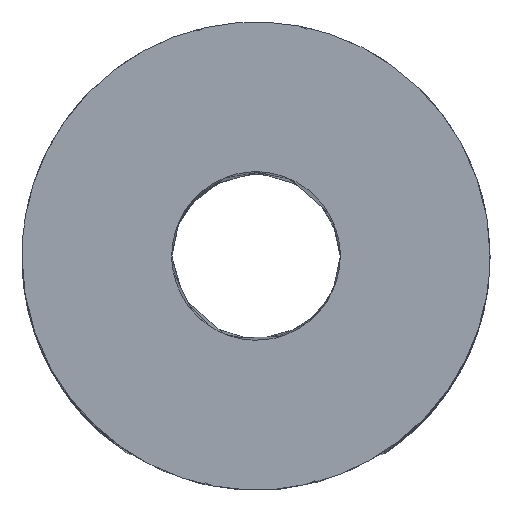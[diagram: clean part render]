
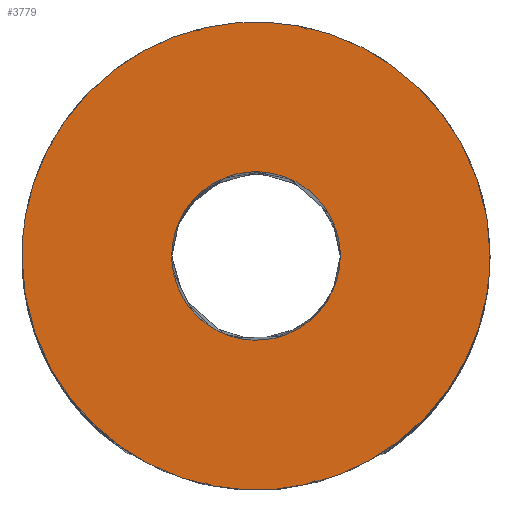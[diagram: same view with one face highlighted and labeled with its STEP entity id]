
A CAD part, top view. The second image highlights one B-rep face of the part: STEP entity #3779.
In plain terms, the highlighted free-form (B-spline) face has degree [1, 1] with [2, 2] control points.
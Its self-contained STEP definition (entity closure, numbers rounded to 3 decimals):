
#1725 = VERTEX_POINT('',#1726);
#1726 = CARTESIAN_POINT('',(-5.981,0.,93.031));
#1780 = VERTEX_POINT('',#1781);
#1781 = CARTESIAN_POINT('',(5.981,0.,
    93.031));
#1786 = EDGE_CURVE('',#1780,#1725,#1787,.T.);
#1787 = ( BOUNDED_CURVE() B_SPLINE_CURVE(2,(#1788,#1789,#1790,#1791,
#1792),.UNSPECIFIED.,.F.,.F.) B_SPLINE_CURVE_WITH_KNOTS((3,2,3),(
    3.142,4.712,6.283),
.PIECEWISE_BEZIER_KNOTS.) CURVE() GEOMETRIC_REPRESENTATION_ITEM() 
RATIONAL_B_SPLINE_CURVE((1.,0.707,1.,0.707,1.)) 
REPRESENTATION_ITEM('') );
#1788 = CARTESIAN_POINT('',(5.981,0.,
    93.031));
#1789 = CARTESIAN_POINT('',(5.981,-5.981,
    93.031));
#1790 = CARTESIAN_POINT('',(0.,-5.981,
    93.031));
#1791 = CARTESIAN_POINT('',(-5.981,-5.981,
    93.031));
#1792 = CARTESIAN_POINT('',(-5.981,0.,
    93.031));
#1928 = EDGE_CURVE('',#1929,#1931,#1933,.T.);
#1929 = VERTEX_POINT('',#1930);
#1930 = CARTESIAN_POINT('',(16.613,0.,
    93.031));
#1931 = VERTEX_POINT('',#1932);
#1932 = CARTESIAN_POINT('',(-16.613,0.,93.031));
#1933 = ( BOUNDED_CURVE() B_SPLINE_CURVE(2,(#1934,#1935,#1936,#1937,
#1938),.UNSPECIFIED.,.F.,.F.) B_SPLINE_CURVE_WITH_KNOTS((3,2,3),(0.,
1.571,3.142),.PIECEWISE_BEZIER_KNOTS.) CURVE() 
GEOMETRIC_REPRESENTATION_ITEM() RATIONAL_B_SPLINE_CURVE((1.,
0.707,1.,0.707,1.)) REPRESENTATION_ITEM('') );
#1934 = CARTESIAN_POINT('',(16.613,0.,93.031));
#1935 = CARTESIAN_POINT('',(16.613,16.613,
    93.031));
#1936 = CARTESIAN_POINT('',(0.,16.613,
    93.031));
#1937 = CARTESIAN_POINT('',(-16.613,16.613,
    93.031));
#1938 = CARTESIAN_POINT('',(-16.613,0.,
    93.031));
#2577 = EDGE_CURVE('',#1931,#1929,#2578,.T.);
#2578 = ( BOUNDED_CURVE() B_SPLINE_CURVE(2,(#2579,#2580,#2581,#2582,
#2583),.UNSPECIFIED.,.F.,.F.) B_SPLINE_CURVE_WITH_KNOTS((3,2,3),(
    3.142,4.712,6.283),
.PIECEWISE_BEZIER_KNOTS.) CURVE() GEOMETRIC_REPRESENTATION_ITEM() 
RATIONAL_B_SPLINE_CURVE((1.,0.707,1.,0.707,1.)) 
REPRESENTATION_ITEM('') );
#2579 = CARTESIAN_POINT('',(-16.613,0.,
    93.031));
#2580 = CARTESIAN_POINT('',(-16.613,-16.613,
    93.031));
#2581 = CARTESIAN_POINT('',(0.,-16.613,
    93.031));
#2582 = CARTESIAN_POINT('',(16.613,-16.613,
    93.031));
#2583 = CARTESIAN_POINT('',(16.613,0.,
    93.031));
#3307 = EDGE_CURVE('',#1725,#1780,#3308,.T.);
#3308 = ( BOUNDED_CURVE() B_SPLINE_CURVE(2,(#3309,#3310,#3311,#3312,
#3313),.UNSPECIFIED.,.F.,.F.) B_SPLINE_CURVE_WITH_KNOTS((3,2,3),(0.,
1.571,3.142),.PIECEWISE_BEZIER_KNOTS.) CURVE() 
GEOMETRIC_REPRESENTATION_ITEM() RATIONAL_B_SPLINE_CURVE((1.,
0.707,1.,0.707,1.)) REPRESENTATION_ITEM('') );
#3309 = CARTESIAN_POINT('',(-5.981,0.,93.031));
#3310 = CARTESIAN_POINT('',(-5.981,5.981,
    93.031));
#3311 = CARTESIAN_POINT('',(0.,5.981,
    93.031));
#3312 = CARTESIAN_POINT('',(5.981,5.981,
    93.031));
#3313 = CARTESIAN_POINT('',(5.981,0.,
    93.031));
#3779 = ADVANCED_FACE('',(#3780,#3784),#3788,.T.);
#3780 = FACE_BOUND('',#3781,.T.);
#3781 = EDGE_LOOP('',(#3782,#3783));
#3782 = ORIENTED_EDGE('',*,*,#3307,.T.);
#3783 = ORIENTED_EDGE('',*,*,#1786,.T.);
#3784 = FACE_BOUND('',#3785,.T.);
#3785 = EDGE_LOOP('',(#3786,#3787));
#3786 = ORIENTED_EDGE('',*,*,#2577,.T.);
#3787 = ORIENTED_EDGE('',*,*,#1928,.T.);
#3788 = B_SPLINE_SURFACE_WITH_KNOTS('',1,1,(
    (#3789,#3790)
    ,(#3791,#3792
    )),.UNSPECIFIED.,.F.,.F.,.F.,(2,2),(2,2),(-12.5,12.5),(-12.5,12.5),
  .PIECEWISE_BEZIER_KNOTS.);
#3789 = CARTESIAN_POINT('',(-16.613,-16.613,
    93.031));
#3790 = CARTESIAN_POINT('',(-16.613,16.613,
    93.031));
#3791 = CARTESIAN_POINT('',(16.613,-16.613,
    93.031));
#3792 = CARTESIAN_POINT('',(16.613,16.613,
    93.031));
